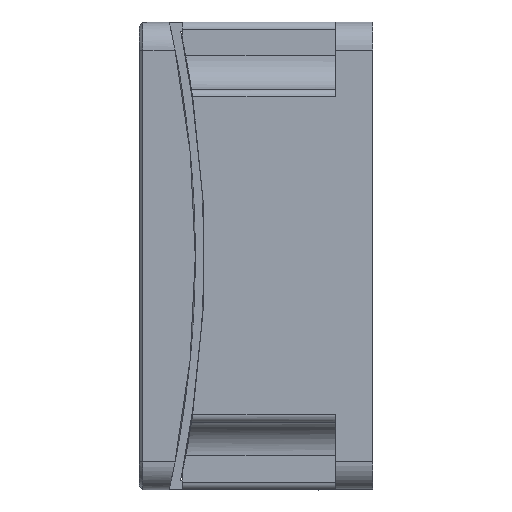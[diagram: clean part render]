
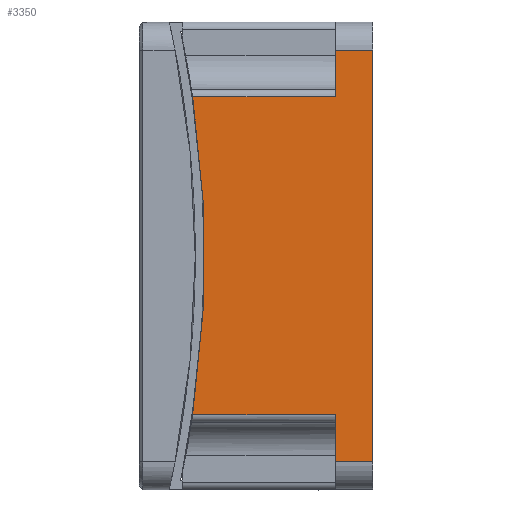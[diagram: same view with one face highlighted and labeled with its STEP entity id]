
A CAD part, left-side view. The second image highlights one B-rep face of the part: STEP entity #3350.
In plain terms, the highlighted planar face has unit normal (-1, 0, 0).
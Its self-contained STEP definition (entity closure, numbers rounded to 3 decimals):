
#104 = FACE_OUTER_BOUND ( 'NONE', #4997, .T. ) ;
#170 = ORIENTED_EDGE ( 'NONE', *, *, #3312, .T. ) ;
#222 = ORIENTED_EDGE ( 'NONE', *, *, #687, .T. ) ;
#284 = CARTESIAN_POINT ( 'NONE',  ( -12.5, 0., 11. ) ) ;
#341 = CARTESIAN_POINT ( 'NONE',  ( -12.5, 10.6, -12.5 ) ) ;
#657 = AXIS2_PLACEMENT_3D ( 'NONE', #341, #894, #1960 ) ;
#687 = EDGE_CURVE ( 'NONE', #6441, #793, #2813, .T. ) ;
#722 = VERTEX_POINT ( 'NONE', #284 ) ;
#780 = CARTESIAN_POINT ( 'NONE',  ( -12.5, 10.6, -11. ) ) ;
#793 = VERTEX_POINT ( 'NONE', #1317 ) ;
#894 = DIRECTION ( 'NONE',  ( 1., 0., 0. ) ) ;
#966 = PLANE ( 'NONE',  #657 ) ;
#1317 = CARTESIAN_POINT ( 'NONE',  ( -12.5, 0., -11. ) ) ;
#1533 = VECTOR ( 'NONE', #6261, 1000. ) ;
#1622 = LINE ( 'NONE', #2655, #6813 ) ;
#1750 = VECTOR ( 'NONE', #6601, 1000. ) ;
#1774 = VERTEX_POINT ( 'NONE', #4547 ) ;
#1786 = VERTEX_POINT ( 'NONE', #4998 ) ;
#1960 = DIRECTION ( 'NONE',  ( 0., 0., -1. ) ) ;
#2130 = VERTEX_POINT ( 'NONE', #3547 ) ;
#2136 = LINE ( 'NONE', #5221, #1533 ) ;
#2140 = EDGE_CURVE ( 'NONE', #6110, #2278, #3989, .T. ) ;
#2278 = VERTEX_POINT ( 'NONE', #3688 ) ;
#2400 = VECTOR ( 'NONE', #2907, 1000. ) ;
#2425 = EDGE_CURVE ( 'NONE', #793, #722, #4336, .T. ) ;
#2473 = VECTOR ( 'NONE', #6066, 1000. ) ;
#2655 = CARTESIAN_POINT ( 'NONE',  ( -12.5, 10.6, 11. ) ) ;
#2813 = LINE ( 'NONE', #780, #5328 ) ;
#2899 = ORIENTED_EDGE ( 'NONE', *, *, #6396, .T. ) ;
#2907 = DIRECTION ( 'NONE',  ( 0., -1., 0. ) ) ;
#3009 = CARTESIAN_POINT ( 'NONE',  ( -12.5, 10.6, -8.5 ) ) ;
#3140 = LINE ( 'NONE', #4646, #5712 ) ;
#3197 = ORIENTED_EDGE ( 'NONE', *, *, #2425, .T. ) ;
#3282 = EDGE_CURVE ( 'NONE', #2278, #6441, #2136, .T. ) ;
#3312 = EDGE_CURVE ( 'NONE', #1786, #6110, #4946, .T. ) ;
#3343 = EDGE_CURVE ( 'NONE', #722, #1774, #1622, .T. ) ;
#3350 = ADVANCED_FACE ( 'NONE', ( #104 ), #966, .F. ) ;
#3547 = CARTESIAN_POINT ( 'NONE',  ( -12.5, 2., 8.5 ) ) ;
#3580 = ORIENTED_EDGE ( 'NONE', *, *, #3343, .T. ) ;
#3688 = CARTESIAN_POINT ( 'NONE',  ( -12.5, 2., -8.5 ) ) ;
#3989 = LINE ( 'NONE', #3009, #2400 ) ;
#4171 = EDGE_CURVE ( 'NONE', #2130, #1786, #3140, .T. ) ;
#4272 = CARTESIAN_POINT ( 'NONE',  ( -12.5, 66., 0. ) ) ;
#4286 = AXIS2_PLACEMENT_3D ( 'NONE', #4272, #4711, #6370 ) ;
#4336 = LINE ( 'NONE', #6374, #1750 ) ;
#4355 = DIRECTION ( 'NONE',  ( 0., -1., 0. ) ) ;
#4472 = ORIENTED_EDGE ( 'NONE', *, *, #4171, .T. ) ;
#4513 = CARTESIAN_POINT ( 'NONE',  ( -12.5, 2., -11. ) ) ;
#4547 = CARTESIAN_POINT ( 'NONE',  ( -12.5, 2., 11. ) ) ;
#4646 = CARTESIAN_POINT ( 'NONE',  ( -12.5, 10.6, 8.5 ) ) ;
#4711 = DIRECTION ( 'NONE',  ( 1., 0., 0. ) ) ;
#4747 = DIRECTION ( 'NONE',  ( 0., 1., 0. ) ) ;
#4946 = CIRCLE ( 'NONE', #4286, 57. ) ;
#4997 = EDGE_LOOP ( 'NONE', ( #4472, #170, #6099, #5187, #222, #3197, #3580, #2899 ) ) ;
#4998 = CARTESIAN_POINT ( 'NONE',  ( -12.5, 9.637, 8.5 ) ) ;
#5093 = LINE ( 'NONE', #6721, #2473 ) ;
#5187 = ORIENTED_EDGE ( 'NONE', *, *, #3282, .T. ) ;
#5221 = CARTESIAN_POINT ( 'NONE',  ( -12.5, 2., -12.5 ) ) ;
#5279 = CARTESIAN_POINT ( 'NONE',  ( -12.5, 9.637, -8.5 ) ) ;
#5328 = VECTOR ( 'NONE', #4355, 1000. ) ;
#5712 = VECTOR ( 'NONE', #6718, 1000. ) ;
#6066 = DIRECTION ( 'NONE',  ( 0., 0., -1. ) ) ;
#6099 = ORIENTED_EDGE ( 'NONE', *, *, #2140, .T. ) ;
#6110 = VERTEX_POINT ( 'NONE', #5279 ) ;
#6261 = DIRECTION ( 'NONE',  ( 0., 0., -1. ) ) ;
#6370 = DIRECTION ( 'NONE',  ( 0., 0., -1. ) ) ;
#6374 = CARTESIAN_POINT ( 'NONE',  ( -12.5, 0., -12.5 ) ) ;
#6396 = EDGE_CURVE ( 'NONE', #1774, #2130, #5093, .T. ) ;
#6441 = VERTEX_POINT ( 'NONE', #4513 ) ;
#6601 = DIRECTION ( 'NONE',  ( 0., 0., 1. ) ) ;
#6718 = DIRECTION ( 'NONE',  ( 0., 1., 0. ) ) ;
#6721 = CARTESIAN_POINT ( 'NONE',  ( -12.5, 2., 12.5 ) ) ;
#6813 = VECTOR ( 'NONE', #4747, 1000. ) ;
